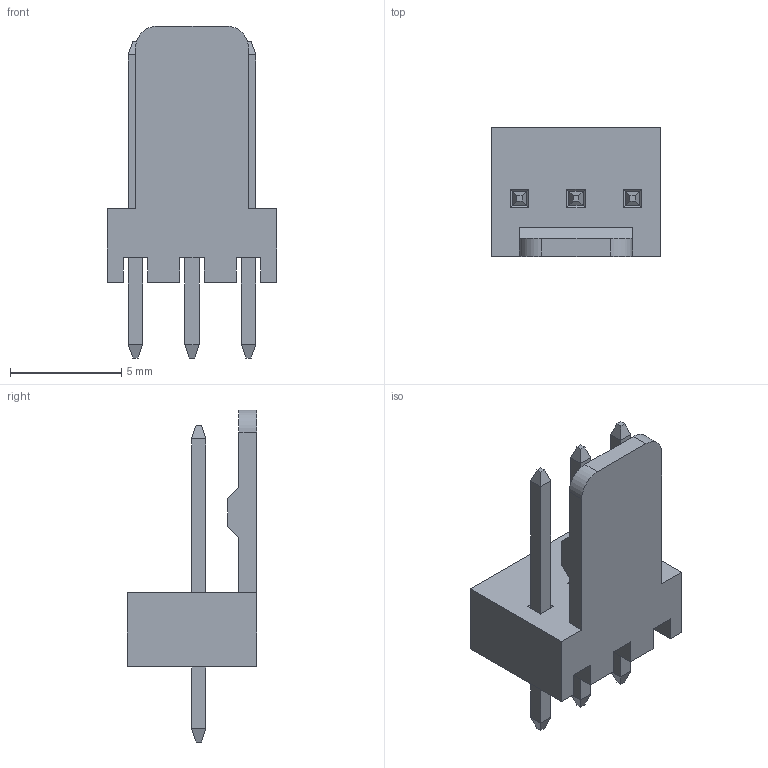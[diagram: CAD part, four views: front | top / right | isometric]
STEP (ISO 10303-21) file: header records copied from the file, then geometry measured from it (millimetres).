
FILE_DESCRIPTION(/* description */ ('Unknown'),/* implementation_level */ '2;1');
FILE_NAME(/* name */ 'J_Wurth_WR-WTB_61900311121',/* time_stamp */ '2025-05-21T13:55:38+08:00',/* author */ ('Unknown'),/* organization */ ('Unknown'),/* preprocessor_version */ 'ST-DEVELOPER v19.4',/* originating_system */ 'Solid Edge',/* authorisation */ 'Unknown');
FILE_SCHEMA (('AUTOMOTIVE_DESIGN {1 0 10303 214 3 1 1}'));
Length unit declared in the file: millimetre
Products named in the file (2): J_Wurth_WR-WTB_61900311121
Assembly tree (1 placements, depth 2):
  J_Wurth_WR-WTB_61900311121
    J_Wurth_WR-WTB_61900311121
Bounding box: 7.62 x 5.8 x 14.9 mm (x, y, z)
Volume: 172.6 mm3; surface area: 413.6 mm2
Topology: 1 solids, 1 shells, 124 faces, 294 edges, 184 vertices
Faces by surface type: plane 122, cylinder 2
Entity records: 4365 total; most frequent: CARTESIAN_POINT 604, ORIENTED_EDGE 588, DIRECTION 550, EDGE_CURVE 294, LINE 290, VECTOR 290, VERTEX_POINT 184, EDGE_LOOP 136
